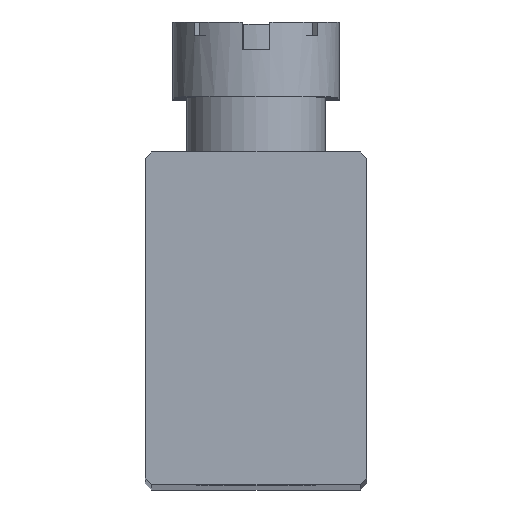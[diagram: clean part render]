
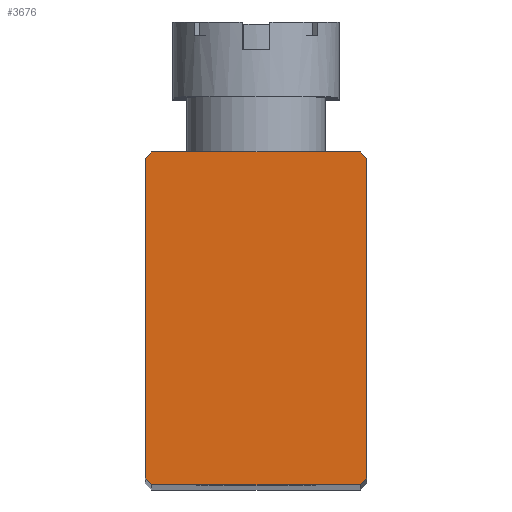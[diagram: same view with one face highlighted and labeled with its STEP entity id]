
A CAD part, top view. The second image highlights one B-rep face of the part: STEP entity #3676.
In plain terms, the highlighted planar face has unit normal (0, 0, 1).
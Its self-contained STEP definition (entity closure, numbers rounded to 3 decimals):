
#170 = CARTESIAN_POINT ( 'NONE',  ( -4., -6., 52.5 ) ) ;
#189 = CARTESIAN_POINT ( 'NONE',  ( -4., -6., 52.5 ) ) ;
#239 = CARTESIAN_POINT ( 'NONE',  ( -3.75, 6., 52.5 ) ) ;
#339 = DIRECTION ( 'NONE',  ( -0.707, -0.707, 0. ) ) ;
#487 = LINE ( 'NONE', #6066, #5821 ) ;
#548 = EDGE_LOOP ( 'NONE', ( #2992, #3053, #3087, #3369, #3421, #3438, #3599, #3687 ) ) ;
#553 = VECTOR ( 'NONE', #2225, 1000. ) ;
#593 = VERTEX_POINT ( 'NONE', #239 ) ;
#643 = VECTOR ( 'NONE', #339, 1000. ) ;
#1087 = VECTOR ( 'NONE', #3218, 1000. ) ;
#1235 = VERTEX_POINT ( 'NONE', #2678 ) ;
#1280 = VERTEX_POINT ( 'NONE', #4144 ) ;
#1297 = VERTEX_POINT ( 'NONE', #3744 ) ;
#1399 = DIRECTION ( 'NONE',  ( 1., 0., 0. ) ) ;
#1432 = VERTEX_POINT ( 'NONE', #4782 ) ;
#1558 = CARTESIAN_POINT ( 'NONE',  ( -4., 6., 52.5 ) ) ;
#2152 = LINE ( 'NONE', #6527, #643 ) ;
#2225 = DIRECTION ( 'NONE',  ( 0., 1., 0. ) ) ;
#2336 = LINE ( 'NONE', #3082, #3550 ) ;
#2505 = LINE ( 'NONE', #3055, #4998 ) ;
#2607 = LINE ( 'NONE', #1558, #1087 ) ;
#2678 = CARTESIAN_POINT ( 'NONE',  ( 4., -5.75, 52.5 ) ) ;
#2992 = ORIENTED_EDGE ( 'NONE', *, *, #4408, .T. ) ;
#3053 = ORIENTED_EDGE ( 'NONE', *, *, #5055, .T. ) ;
#3055 = CARTESIAN_POINT ( 'NONE',  ( -0.125, -9.875, 52.5 ) ) ;
#3082 = CARTESIAN_POINT ( 'NONE',  ( 5.875, 3.875, 52.5 ) ) ;
#3087 = ORIENTED_EDGE ( 'NONE', *, *, #4989, .T. ) ;
#3190 = DIRECTION ( 'NONE',  ( -1., 0., 0. ) ) ;
#3218 = DIRECTION ( 'NONE',  ( 0., -1., 0. ) ) ;
#3223 = AXIS2_PLACEMENT_3D ( 'NONE', #189, #4488, #1399 ) ;
#3337 = FACE_OUTER_BOUND ( 'NONE', #548, .T. ) ;
#3369 = ORIENTED_EDGE ( 'NONE', *, *, #5096, .T. ) ;
#3421 = ORIENTED_EDGE ( 'NONE', *, *, #4628, .T. ) ;
#3438 = ORIENTED_EDGE ( 'NONE', *, *, #5106, .T. ) ;
#3461 = LINE ( 'NONE', #4761, #553 ) ;
#3503 = CARTESIAN_POINT ( 'NONE',  ( -3.875, -5.875, 52.5 ) ) ;
#3550 = VECTOR ( 'NONE', #4499, 1000. ) ;
#3572 = CARTESIAN_POINT ( 'NONE',  ( -4., -5.75, 52.5 ) ) ;
#3599 = ORIENTED_EDGE ( 'NONE', *, *, #3748, .T. ) ;
#3603 = VERTEX_POINT ( 'NONE', #5375 ) ;
#3676 = ADVANCED_FACE ( 'NONE', ( #3337 ), #4011, .T. ) ;
#3687 = ORIENTED_EDGE ( 'NONE', *, *, #5112, .T. ) ;
#3744 = CARTESIAN_POINT ( 'NONE',  ( -4., 5.75, 52.5 ) ) ;
#3748 = EDGE_CURVE ( 'NONE', #1280, #593, #487, .T. ) ;
#3997 = DIRECTION ( 'NONE',  ( 0.707, -0.707, 0. ) ) ;
#4007 = VECTOR ( 'NONE', #3997, 1000. ) ;
#4011 = PLANE ( 'NONE',  #3223 ) ;
#4144 = CARTESIAN_POINT ( 'NONE',  ( 3.75, 6., 52.5 ) ) ;
#4151 = VECTOR ( 'NONE', #5880, 1000. ) ;
#4408 = EDGE_CURVE ( 'NONE', #1297, #5869, #2607, .T. ) ;
#4488 = DIRECTION ( 'NONE',  ( 0., 0., 1. ) ) ;
#4499 = DIRECTION ( 'NONE',  ( -0.707, 0.707, 0. ) ) ;
#4628 = EDGE_CURVE ( 'NONE', #1235, #1432, #3461, .T. ) ;
#4761 = CARTESIAN_POINT ( 'NONE',  ( 4., 6., 52.5 ) ) ;
#4782 = CARTESIAN_POINT ( 'NONE',  ( 4., 5.75, 52.5 ) ) ;
#4989 = EDGE_CURVE ( 'NONE', #5350, #3603, #6727, .T. ) ;
#4998 = VECTOR ( 'NONE', #5924, 1000. ) ;
#5055 = EDGE_CURVE ( 'NONE', #5869, #5350, #6592, .T. ) ;
#5096 = EDGE_CURVE ( 'NONE', #3603, #1235, #2505, .T. ) ;
#5106 = EDGE_CURVE ( 'NONE', #1432, #1280, #2336, .T. ) ;
#5112 = EDGE_CURVE ( 'NONE', #593, #1297, #2152, .T. ) ;
#5350 = VERTEX_POINT ( 'NONE', #5829 ) ;
#5375 = CARTESIAN_POINT ( 'NONE',  ( 3.75, -6., 52.5 ) ) ;
#5821 = VECTOR ( 'NONE', #3190, 1000. ) ;
#5829 = CARTESIAN_POINT ( 'NONE',  ( -3.75, -6., 52.5 ) ) ;
#5869 = VERTEX_POINT ( 'NONE', #3572 ) ;
#5880 = DIRECTION ( 'NONE',  ( 1., 0., 0. ) ) ;
#5924 = DIRECTION ( 'NONE',  ( 0.707, 0.707, 0. ) ) ;
#6066 = CARTESIAN_POINT ( 'NONE',  ( -4., 6., 52.5 ) ) ;
#6527 = CARTESIAN_POINT ( 'NONE',  ( -9.875, -0.125, 52.5 ) ) ;
#6592 = LINE ( 'NONE', #3503, #4007 ) ;
#6727 = LINE ( 'NONE', #170, #4151 ) ;
